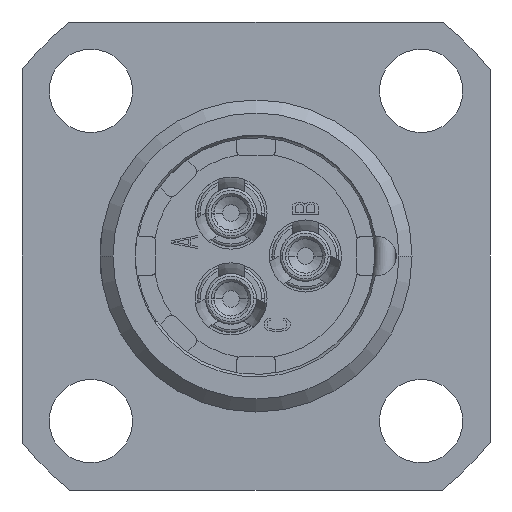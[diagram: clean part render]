
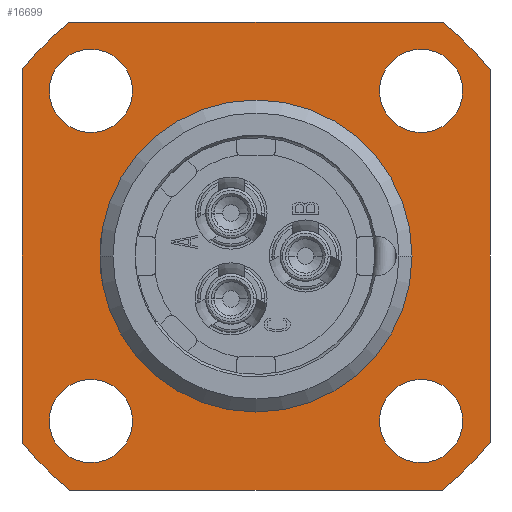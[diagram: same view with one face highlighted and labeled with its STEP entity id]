
A CAD part, left-side view. The second image highlights one B-rep face of the part: STEP entity #16699.
In plain terms, the highlighted planar face has unit normal (-1, 0, 0).
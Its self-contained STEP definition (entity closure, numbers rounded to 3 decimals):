
#4350=CARTESIAN_POINT('',(-5.,0.,0.));
#4351=DIRECTION('',(-1.,0.,0.));
#4352=DIRECTION('',(0.,1.,0.));
#4353=AXIS2_PLACEMENT_3D('',#4350,#4351,#4352);
#4462=CARTESIAN_POINT('',(-5.,0.,0.));
#4463=DIRECTION('',(-1.,0.,0.));
#4464=DIRECTION('',(0.,-1.,0.));
#4465=AXIS2_PLACEMENT_3D('',#4462,#4463,#4464);
#4467=DIRECTION('',(0.,0.,1.));
#4468=VECTOR('',#4467,14.318);
#4469=CARTESIAN_POINT('',(-5.,-9.,-7.159));
#4470=LINE('845',#4469,#4468);
#4471=CARTESIAN_POINT('',(-5.,0.,0.));
#4472=DIRECTION('',(-1.,0.,0.));
#4473=DIRECTION('',(0.,-0.623,-0.783));
#4474=AXIS2_PLACEMENT_3D('',#4471,#4472,#4473);
#4476=DIRECTION('',(0.,-1.,0.));
#4477=VECTOR('',#4476,14.318);
#4478=CARTESIAN_POINT('',(-5.,7.159,-9.));
#4479=LINE('847',#4478,#4477);
#4480=CARTESIAN_POINT('',(-5.,0.,0.));
#4481=DIRECTION('',(-1.,0.,0.));
#4482=DIRECTION('',(0.,0.783,-0.623));
#4483=AXIS2_PLACEMENT_3D('',#4480,#4481,#4482);
#4485=DIRECTION('',(0.,0.,-1.));
#4486=VECTOR('',#4485,14.318);
#4487=CARTESIAN_POINT('',(-5.,9.,7.159));
#4488=LINE('849',#4487,#4486);
#4489=CARTESIAN_POINT('',(-5.,0.,0.));
#4490=DIRECTION('',(-1.,0.,0.));
#4491=DIRECTION('',(0.,0.623,0.783));
#4492=AXIS2_PLACEMENT_3D('',#4489,#4490,#4491);
#4494=DIRECTION('',(0.,1.,0.));
#4495=VECTOR('',#4494,14.318);
#4496=CARTESIAN_POINT('',(-5.,-7.159,9.));
#4497=LINE('851',#4496,#4495);
#4498=CARTESIAN_POINT('',(-5.,0.,0.));
#4499=DIRECTION('',(-1.,0.,0.));
#4500=DIRECTION('',(0.,-0.783,0.623));
#4501=AXIS2_PLACEMENT_3D('',#4498,#4499,#4500);
#4503=CARTESIAN_POINT('',(-5.,6.35,6.35));
#4504=DIRECTION('',(1.,0.,0.));
#4505=DIRECTION('',(0.,1.,0.));
#4506=AXIS2_PLACEMENT_3D('',#4503,#4504,#4505);
#4508=CARTESIAN_POINT('',(-5.,6.35,6.35));
#4509=DIRECTION('',(1.,0.,0.));
#4510=DIRECTION('',(0.,-1.,0.));
#4511=AXIS2_PLACEMENT_3D('',#4508,#4509,#4510);
#4513=CARTESIAN_POINT('',(-5.,6.35,-6.35));
#4514=DIRECTION('',(1.,0.,0.));
#4515=DIRECTION('',(0.,1.,0.));
#4516=AXIS2_PLACEMENT_3D('',#4513,#4514,#4515);
#4518=CARTESIAN_POINT('',(-5.,6.35,-6.35));
#4519=DIRECTION('',(1.,0.,0.));
#4520=DIRECTION('',(0.,-1.,0.));
#4521=AXIS2_PLACEMENT_3D('',#4518,#4519,#4520);
#4523=CARTESIAN_POINT('',(-5.,-6.35,-6.35));
#4524=DIRECTION('',(1.,0.,0.));
#4525=DIRECTION('',(0.,1.,0.));
#4526=AXIS2_PLACEMENT_3D('',#4523,#4524,#4525);
#4528=CARTESIAN_POINT('',(-5.,-6.35,-6.35));
#4529=DIRECTION('',(1.,0.,0.));
#4530=DIRECTION('',(0.,-1.,0.));
#4531=AXIS2_PLACEMENT_3D('',#4528,#4529,#4530);
#4533=CARTESIAN_POINT('',(-5.,-6.35,6.35));
#4534=DIRECTION('',(1.,0.,0.));
#4535=DIRECTION('',(0.,1.,0.));
#4536=AXIS2_PLACEMENT_3D('',#4533,#4534,#4535);
#4538=CARTESIAN_POINT('',(-5.,-6.35,6.35));
#4539=DIRECTION('',(1.,0.,0.));
#4540=DIRECTION('',(0.,-1.,0.));
#4541=AXIS2_PLACEMENT_3D('',#4538,#4539,#4540);
#7123=CARTESIAN_POINT('',(-5.,-9.,-7.159));
#7124=CARTESIAN_POINT('',(-5.,-9.,7.159));
#7125=VERTEX_POINT('',#7123);
#7126=VERTEX_POINT('',#7124);
#7127=CARTESIAN_POINT('',(-5.,-7.159,-9.));
#7128=VERTEX_POINT('',#7127);
#7129=CARTESIAN_POINT('',(-5.,7.159,-9.));
#7130=VERTEX_POINT('',#7129);
#7131=CARTESIAN_POINT('',(-5.,9.,-7.159));
#7132=VERTEX_POINT('',#7131);
#7133=CARTESIAN_POINT('',(-5.,9.,7.159));
#7134=VERTEX_POINT('',#7133);
#7135=CARTESIAN_POINT('',(-5.,7.159,9.));
#7136=VERTEX_POINT('',#7135);
#7137=CARTESIAN_POINT('',(-5.,-7.159,9.));
#7138=VERTEX_POINT('',#7137);
#7143=CARTESIAN_POINT('',(-5.,-6.,0.));
#7144=CARTESIAN_POINT('',(-5.,6.,0.));
#7145=VERTEX_POINT('',#7143);
#7146=VERTEX_POINT('',#7144);
#7155=CARTESIAN_POINT('',(-5.,7.95,6.35));
#7156=CARTESIAN_POINT('',(-5.,4.75,6.35));
#7157=VERTEX_POINT('',#7155);
#7158=VERTEX_POINT('',#7156);
#7163=CARTESIAN_POINT('',(-5.,7.95,-6.35));
#7164=CARTESIAN_POINT('',(-5.,4.75,-6.35));
#7165=VERTEX_POINT('',#7163);
#7166=VERTEX_POINT('',#7164);
#7171=CARTESIAN_POINT('',(-5.,-4.75,-6.35));
#7172=CARTESIAN_POINT('',(-5.,-7.95,-6.35));
#7173=VERTEX_POINT('',#7171);
#7174=VERTEX_POINT('',#7172);
#7179=CARTESIAN_POINT('',(-5.,-4.75,6.35));
#7180=CARTESIAN_POINT('',(-5.,-7.95,6.35));
#7181=VERTEX_POINT('',#7179);
#7182=VERTEX_POINT('',#7180);
#16648=CARTESIAN_POINT('',(-5.,0.,0.));
#16649=DIRECTION('',(1.,0.,0.));
#16650=DIRECTION('',(0.,0.,-1.));
#16651=AXIS2_PLACEMENT_3D('',#16648,#16649,#16650);
#16652=PLANE('274',#16651);
#16654=ORIENTED_EDGE('845',*,*,#16653,.F.);
#16656=ORIENTED_EDGE('846',*,*,#16655,.F.);
#16658=ORIENTED_EDGE('847',*,*,#16657,.F.);
#16660=ORIENTED_EDGE('848',*,*,#16659,.F.);
#16662=ORIENTED_EDGE('849',*,*,#16661,.F.);
#16664=ORIENTED_EDGE('850',*,*,#16663,.F.);
#16666=ORIENTED_EDGE('851',*,*,#16665,.F.);
#16668=ORIENTED_EDGE('852',*,*,#16667,.F.);
#16669=EDGE_LOOP('274',(#16654,#16656,#16658,#16660,#16662,#16664,#16666,
#16668));
#16670=FACE_OUTER_BOUND('274',#16669,.F.);
#16671=ORIENTED_EDGE('862',*,*,#16634,.T.);
#16672=ORIENTED_EDGE('864',*,*,#16452,.T.);
#16673=EDGE_LOOP('274',(#16671,#16672));
#16674=FACE_BOUND('274',#16673,.F.);
#16676=ORIENTED_EDGE('870',*,*,#16675,.F.);
#16678=ORIENTED_EDGE('871',*,*,#16677,.F.);
#16679=EDGE_LOOP('274',(#16676,#16678));
#16680=FACE_BOUND('274',#16679,.F.);
#16682=ORIENTED_EDGE('876',*,*,#16681,.F.);
#16684=ORIENTED_EDGE('877',*,*,#16683,.F.);
#16685=EDGE_LOOP('274',(#16682,#16684));
#16686=FACE_BOUND('274',#16685,.F.);
#16688=ORIENTED_EDGE('882',*,*,#16687,.F.);
#16690=ORIENTED_EDGE('883',*,*,#16689,.F.);
#16691=EDGE_LOOP('274',(#16688,#16690));
#16692=FACE_BOUND('274',#16691,.F.);
#16694=ORIENTED_EDGE('888',*,*,#16693,.F.);
#16696=ORIENTED_EDGE('889',*,*,#16695,.F.);
#16697=EDGE_LOOP('274',(#16694,#16696));
#16698=FACE_BOUND('274',#16697,.F.);
#4354=CIRCLE('864',#4353,6.);
#4466=CIRCLE('862',#4465,6.);
#4475=CIRCLE('846',#4474,11.5);
#4484=CIRCLE('848',#4483,11.5);
#4493=CIRCLE('850',#4492,11.5);
#4502=CIRCLE('852',#4501,11.5);
#4507=CIRCLE('870',#4506,1.6);
#4512=CIRCLE('871',#4511,1.6);
#4517=CIRCLE('876',#4516,1.6);
#4522=CIRCLE('877',#4521,1.6);
#4527=CIRCLE('882',#4526,1.6);
#4532=CIRCLE('883',#4531,1.6);
#4537=CIRCLE('888',#4536,1.6);
#4542=CIRCLE('889',#4541,1.6);
#16452=EDGE_CURVE('864',#7146,#7145,#4354,.T.);
#16634=EDGE_CURVE('862',#7145,#7146,#4466,.T.);
#16653=EDGE_CURVE('845',#7125,#7126,#4470,.T.);
#16655=EDGE_CURVE('846',#7128,#7125,#4475,.T.);
#16657=EDGE_CURVE('847',#7130,#7128,#4479,.T.);
#16659=EDGE_CURVE('848',#7132,#7130,#4484,.T.);
#16661=EDGE_CURVE('849',#7134,#7132,#4488,.T.);
#16663=EDGE_CURVE('850',#7136,#7134,#4493,.T.);
#16665=EDGE_CURVE('851',#7138,#7136,#4497,.T.);
#16667=EDGE_CURVE('852',#7126,#7138,#4502,.T.);
#16675=EDGE_CURVE('870',#7157,#7158,#4507,.T.);
#16677=EDGE_CURVE('871',#7158,#7157,#4512,.T.);
#16681=EDGE_CURVE('876',#7165,#7166,#4517,.T.);
#16683=EDGE_CURVE('877',#7166,#7165,#4522,.T.);
#16687=EDGE_CURVE('882',#7173,#7174,#4527,.T.);
#16689=EDGE_CURVE('883',#7174,#7173,#4532,.T.);
#16693=EDGE_CURVE('888',#7181,#7182,#4537,.T.);
#16695=EDGE_CURVE('889',#7182,#7181,#4542,.T.);
#16699=ADVANCED_FACE('274',(#16670,#16674,#16680,#16686,#16692,#16698),#16652,
.F.);
